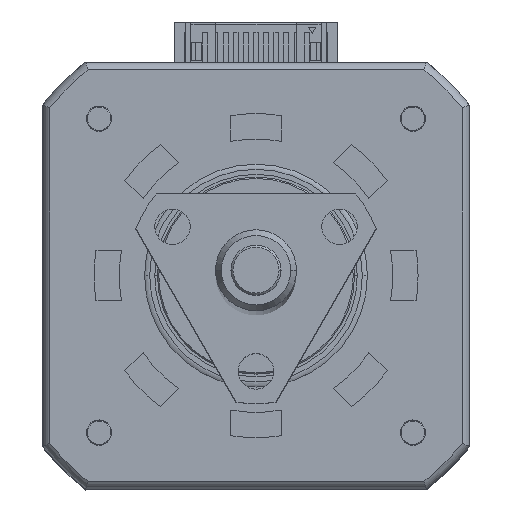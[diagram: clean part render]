
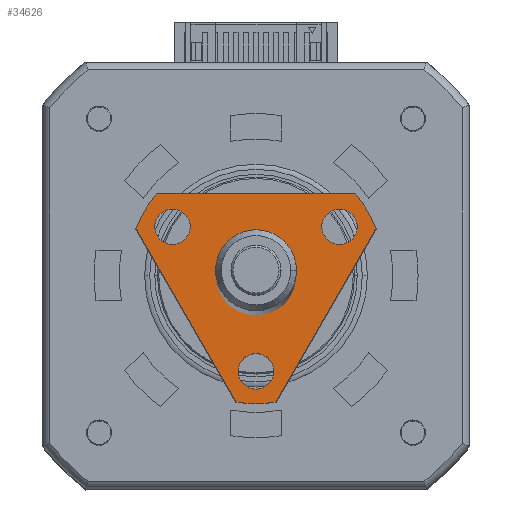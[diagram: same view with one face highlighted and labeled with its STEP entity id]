
A CAD part, top view. The second image highlights one B-rep face of the part: STEP entity #34626.
In plain terms, the highlighted planar face has unit normal (0, 0, 1).
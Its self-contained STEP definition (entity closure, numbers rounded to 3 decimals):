
#231 = ORIENTED_EDGE ( 'NONE', *, *, #8775, .T. ) ;
#296 = DIRECTION ( 'NONE',  ( 0., 0., -1. ) ) ;
#323 = DIRECTION ( 'NONE',  ( 0., 0., -1. ) ) ;
#371 = CARTESIAN_POINT ( 'NONE',  ( -8., -9.864, 34. ) ) ;
#1066 = AXIS2_PLACEMENT_3D ( 'NONE', #28048, #25154, #33813 ) ;
#1225 = CIRCLE ( 'NONE', #17976, 12.7 ) ;
#1562 = CARTESIAN_POINT ( 'NONE',  ( -8., -13.856, 34. ) ) ;
#1582 = EDGE_CURVE ( 'NONE', #23698, #16455, #12970, .T. ) ;
#1748 = CIRCLE ( 'NONE', #25365, 1.75 ) ;
#1761 = AXIS2_PLACEMENT_3D ( 'NONE', #32236, #18348, #11367 ) ;
#2546 = EDGE_CURVE ( 'NONE', #35941, #29419, #16009, .T. ) ;
#2600 = CARTESIAN_POINT ( 'NONE',  ( 11.275, 0., 34. ) ) ;
#3115 = DIRECTION ( 'NONE',  ( 1., 0., 0. ) ) ;
#3479 = DIRECTION ( 'NONE',  ( 1., 0., 0. ) ) ;
#3582 = VERTEX_POINT ( 'NONE', #10789 ) ;
#4042 = CARTESIAN_POINT ( 'NONE',  ( -6.512, 8.249, 34. ) ) ;
#4058 = EDGE_LOOP ( 'NONE', ( #32623, #23666, #19032, #7130, #9254, #17643, #8838 ) ) ;
#4475 = EDGE_CURVE ( 'NONE', #17215, #4845, #18532, .T. ) ;
#4624 = CIRCLE ( 'NONE', #7373, 1.75 ) ;
#4845 = VERTEX_POINT ( 'NONE', #11710 ) ;
#5412 = AXIS2_PLACEMENT_3D ( 'NONE', #28996, #32655, #13018 ) ;
#5431 = DIRECTION ( 'NONE',  ( -1., 0., 0. ) ) ;
#5972 = VERTEX_POINT ( 'NONE', #21732 ) ;
#6144 = DIRECTION ( 'NONE',  ( -1., 0., 0. ) ) ;
#6153 = DIRECTION ( 'NONE',  ( 0., 0., -1. ) ) ;
#6264 = EDGE_CURVE ( 'NONE', #27962, #14210, #1748, .T. ) ;
#6756 = DIRECTION ( 'NONE',  ( 0., 0., -1. ) ) ;
#7070 = CARTESIAN_POINT ( 'NONE',  ( 9.525, 0., 34. ) ) ;
#7130 = ORIENTED_EDGE ( 'NONE', *, *, #18813, .F. ) ;
#7373 = AXIS2_PLACEMENT_3D ( 'NONE', #24617, #27268, #5431 ) ;
#7508 = CIRCLE ( 'NONE', #31130, 12.7 ) ;
#8001 = EDGE_CURVE ( 'NONE', #25609, #35941, #1225, .T. ) ;
#8227 = FACE_BOUND ( 'NONE', #8509, .T. ) ;
#8373 = DIRECTION ( 'NONE',  ( -1., 0., 0. ) ) ;
#8509 = EDGE_LOOP ( 'NONE', ( #33235, #12326 ) ) ;
#8595 = VECTOR ( 'NONE', #15866, 1000. ) ;
#8708 = CARTESIAN_POINT ( 'NONE',  ( -4.762, 8.249, 34. ) ) ;
#8775 = EDGE_CURVE ( 'NONE', #16455, #23698, #10753, .T. ) ;
#8838 = ORIENTED_EDGE ( 'NONE', *, *, #34147, .F. ) ;
#8986 = ORIENTED_EDGE ( 'NONE', *, *, #1582, .T. ) ;
#9105 = FACE_BOUND ( 'NONE', #17729, .T. ) ;
#9254 = ORIENTED_EDGE ( 'NONE', *, *, #34115, .F. ) ;
#10271 = CARTESIAN_POINT ( 'NONE',  ( -8., 13.856, 34. ) ) ;
#10385 = VECTOR ( 'NONE', #12364, 1000. ) ;
#10753 = CIRCLE ( 'NONE', #23853, 1.75 ) ;
#10789 = CARTESIAN_POINT ( 'NONE',  ( -6.512, -8.249, 34. ) ) ;
#11367 = DIRECTION ( 'NONE',  ( -1., 0., 0. ) ) ;
#11710 = CARTESIAN_POINT ( 'NONE',  ( 3., 0., 34. ) ) ;
#12326 = ORIENTED_EDGE ( 'NONE', *, *, #35285, .T. ) ;
#12364 = DIRECTION ( 'NONE',  ( -0.866, -0.5, 0. ) ) ;
#12970 = CIRCLE ( 'NONE', #33173, 1.75 ) ;
#13018 = DIRECTION ( 'NONE',  ( 1., 0., 0. ) ) ;
#13056 = ORIENTED_EDGE ( 'NONE', *, *, #6264, .T. ) ;
#13516 = DIRECTION ( 'NONE',  ( -1., 0., 0. ) ) ;
#13802 = CIRCLE ( 'NONE', #22244, 12.7 ) ;
#13967 = CARTESIAN_POINT ( 'NONE',  ( -3.012, -8.249, 34. ) ) ;
#14210 = VERTEX_POINT ( 'NONE', #4042 ) ;
#14293 = ORIENTED_EDGE ( 'NONE', *, *, #15734, .T. ) ;
#14332 = EDGE_CURVE ( 'NONE', #32575, #25086, #7508, .T. ) ;
#14583 = AXIS2_PLACEMENT_3D ( 'NONE', #30265, #16236, #21984 ) ;
#14722 = ORIENTED_EDGE ( 'NONE', *, *, #4475, .F. ) ;
#15734 = EDGE_CURVE ( 'NONE', #14210, #27962, #4624, .T. ) ;
#15816 = VERTEX_POINT ( 'NONE', #13967 ) ;
#15866 = DIRECTION ( 'NONE',  ( 0.866, -0.5, 0. ) ) ;
#15909 = CARTESIAN_POINT ( 'NONE',  ( 12.542, 1.996, 34. ) ) ;
#16009 = LINE ( 'NONE', #10271, #8595 ) ;
#16236 = DIRECTION ( 'NONE',  ( 0., 0., 1. ) ) ;
#16438 = DIRECTION ( 'NONE',  ( 0., 0., -1. ) ) ;
#16455 = VERTEX_POINT ( 'NONE', #2600 ) ;
#17215 = VERTEX_POINT ( 'NONE', #33317 ) ;
#17498 = CARTESIAN_POINT ( 'NONE',  ( 0., 0., 34. ) ) ;
#17643 = ORIENTED_EDGE ( 'NONE', *, *, #14332, .F. ) ;
#17729 = EDGE_LOOP ( 'NONE', ( #29301, #14722 ) ) ;
#17976 = AXIS2_PLACEMENT_3D ( 'NONE', #23114, #6756, #3479 ) ;
#18348 = DIRECTION ( 'NONE',  ( 0., 0., -1. ) ) ;
#18358 = VECTOR ( 'NONE', #23386, 1000. ) ;
#18532 = CIRCLE ( 'NONE', #14583, 3. ) ;
#18813 = EDGE_CURVE ( 'NONE', #5972, #25742, #13802, .T. ) ;
#19032 = ORIENTED_EDGE ( 'NONE', *, *, #24257, .F. ) ;
#19526 = EDGE_CURVE ( 'NONE', #4845, #17215, #26446, .T. ) ;
#19606 = LINE ( 'NONE', #31754, #10385 ) ;
#21005 = CARTESIAN_POINT ( 'NONE',  ( 0., 0., 34. ) ) ;
#21021 = CIRCLE ( 'NONE', #1761, 1.75 ) ;
#21732 = CARTESIAN_POINT ( 'NONE',  ( -4.542, -11.86, 34. ) ) ;
#21984 = DIRECTION ( 'NONE',  ( 1., 0., 0. ) ) ;
#22137 = EDGE_LOOP ( 'NONE', ( #8986, #231 ) ) ;
#22244 = AXIS2_PLACEMENT_3D ( 'NONE', #17498, #6153, #3115 ) ;
#22531 = CARTESIAN_POINT ( 'NONE',  ( 9.525, 0., 34. ) ) ;
#22613 = CIRCLE ( 'NONE', #24210, 1.75 ) ;
#22835 = PLANE ( 'NONE',  #1066 ) ;
#22902 = CARTESIAN_POINT ( 'NONE',  ( -3.012, 8.249, 34. ) ) ;
#23114 = CARTESIAN_POINT ( 'NONE',  ( 0., 0., 34. ) ) ;
#23310 = CIRCLE ( 'NONE', #31382, 12.7 ) ;
#23386 = DIRECTION ( 'NONE',  ( 0., 1., 0. ) ) ;
#23666 = ORIENTED_EDGE ( 'NONE', *, *, #8001, .F. ) ;
#23683 = EDGE_CURVE ( 'NONE', #3582, #15816, #21021, .T. ) ;
#23698 = VERTEX_POINT ( 'NONE', #35660 ) ;
#23848 = DIRECTION ( 'NONE',  ( 0., 0., -1. ) ) ;
#23853 = AXIS2_PLACEMENT_3D ( 'NONE', #7070, #29404, #32557 ) ;
#24210 = AXIS2_PLACEMENT_3D ( 'NONE', #36218, #16438, #13516 ) ;
#24257 = EDGE_CURVE ( 'NONE', #25742, #25609, #30126, .T. ) ;
#24617 = CARTESIAN_POINT ( 'NONE',  ( -4.762, 8.249, 34. ) ) ;
#25086 = VERTEX_POINT ( 'NONE', #34084 ) ;
#25154 = DIRECTION ( 'NONE',  ( 0., 0., -1. ) ) ;
#25365 = AXIS2_PLACEMENT_3D ( 'NONE', #8708, #296, #6144 ) ;
#25609 = VERTEX_POINT ( 'NONE', #33551 ) ;
#25742 = VERTEX_POINT ( 'NONE', #371 ) ;
#26446 = CIRCLE ( 'NONE', #5412, 3. ) ;
#26601 = DIRECTION ( 'NONE',  ( 0., 0., -1. ) ) ;
#27268 = DIRECTION ( 'NONE',  ( 0., 0., -1. ) ) ;
#27434 = FACE_BOUND ( 'NONE', #33225, .T. ) ;
#27962 = VERTEX_POINT ( 'NONE', #22902 ) ;
#28048 = CARTESIAN_POINT ( 'NONE',  ( 0., 0., 34. ) ) ;
#28734 = FACE_OUTER_BOUND ( 'NONE', #4058, .T. ) ;
#28958 = CARTESIAN_POINT ( 'NONE',  ( 0., 0., 34. ) ) ;
#28996 = CARTESIAN_POINT ( 'NONE',  ( 0., 0., 34. ) ) ;
#29206 = DIRECTION ( 'NONE',  ( 1., 0., 0. ) ) ;
#29301 = ORIENTED_EDGE ( 'NONE', *, *, #19526, .F. ) ;
#29404 = DIRECTION ( 'NONE',  ( 0., 0., -1. ) ) ;
#29411 = DIRECTION ( 'NONE',  ( 1., 0., 0. ) ) ;
#29419 = VERTEX_POINT ( 'NONE', #15909 ) ;
#29877 = CARTESIAN_POINT ( 'NONE',  ( 12.7, 0., 34. ) ) ;
#30126 = LINE ( 'NONE', #1562, #18358 ) ;
#30265 = CARTESIAN_POINT ( 'NONE',  ( 0., 0., 34. ) ) ;
#31130 = AXIS2_PLACEMENT_3D ( 'NONE', #21005, #26601, #29411 ) ;
#31382 = AXIS2_PLACEMENT_3D ( 'NONE', #28958, #23848, #29206 ) ;
#31754 = CARTESIAN_POINT ( 'NONE',  ( 16., 0., 34. ) ) ;
#32236 = CARTESIAN_POINT ( 'NONE',  ( -4.762, -8.249, 34. ) ) ;
#32557 = DIRECTION ( 'NONE',  ( -1., 0., 0. ) ) ;
#32575 = VERTEX_POINT ( 'NONE', #29877 ) ;
#32623 = ORIENTED_EDGE ( 'NONE', *, *, #2546, .F. ) ;
#32655 = DIRECTION ( 'NONE',  ( 0., 0., 1. ) ) ;
#32838 = CARTESIAN_POINT ( 'NONE',  ( -4.542, 11.86, 34. ) ) ;
#33173 = AXIS2_PLACEMENT_3D ( 'NONE', #22531, #323, #8373 ) ;
#33225 = EDGE_LOOP ( 'NONE', ( #14293, #13056 ) ) ;
#33235 = ORIENTED_EDGE ( 'NONE', *, *, #23683, .T. ) ;
#33317 = CARTESIAN_POINT ( 'NONE',  ( -3., 0., 34. ) ) ;
#33551 = CARTESIAN_POINT ( 'NONE',  ( -8., 9.864, 34. ) ) ;
#33813 = DIRECTION ( 'NONE',  ( -1., 0., 0. ) ) ;
#34084 = CARTESIAN_POINT ( 'NONE',  ( 12.542, -1.996, 34. ) ) ;
#34115 = EDGE_CURVE ( 'NONE', #25086, #5972, #19606, .T. ) ;
#34147 = EDGE_CURVE ( 'NONE', #29419, #32575, #23310, .T. ) ;
#34626 = ADVANCED_FACE ( 'NONE', ( #9105, #8227, #35753, #27434, #28734 ), #22835, .F. ) ;
#35285 = EDGE_CURVE ( 'NONE', #15816, #3582, #22613, .T. ) ;
#35660 = CARTESIAN_POINT ( 'NONE',  ( 7.775, 0., 34. ) ) ;
#35753 = FACE_BOUND ( 'NONE', #22137, .T. ) ;
#35941 = VERTEX_POINT ( 'NONE', #32838 ) ;
#36218 = CARTESIAN_POINT ( 'NONE',  ( -4.762, -8.249, 34. ) ) ;
